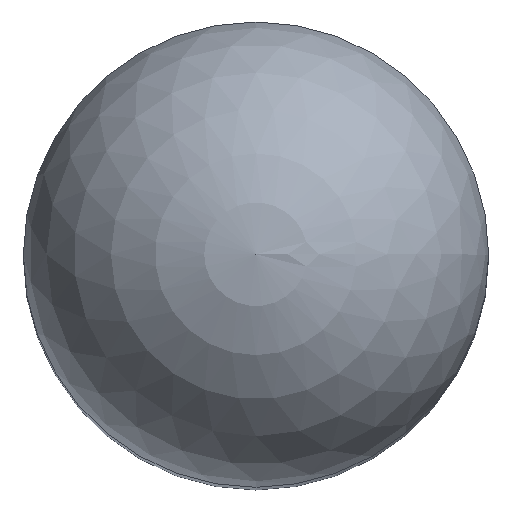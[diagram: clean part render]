
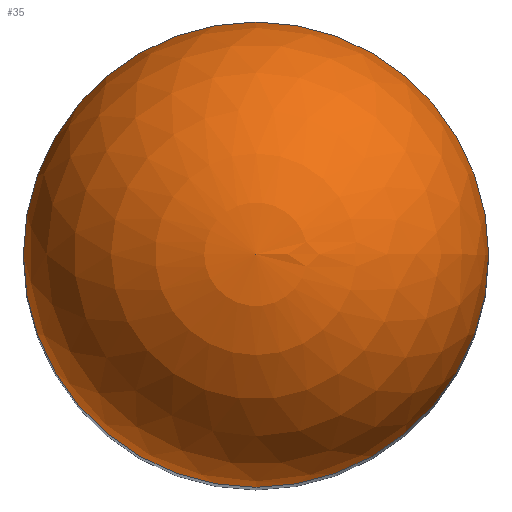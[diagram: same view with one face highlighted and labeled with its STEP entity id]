
A CAD part, top view. The second image highlights one B-rep face of the part: STEP entity #35.
In plain terms, the highlighted spherical face has radius 2.9 mm.
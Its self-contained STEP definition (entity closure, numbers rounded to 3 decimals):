
#35 = ADVANCED_FACE( '', ( #67 ), #68, .T. );
#67 = FACE_OUTER_BOUND( '', #92, .T. );
#68 = SPHERICAL_SURFACE( '', #93, 2.9 );
#92 = EDGE_LOOP( '', ( #117 ) );
#93 = AXIS2_PLACEMENT_3D( '', #118, #119, #120 );
#117 = ORIENTED_EDGE( '', *, *, #129, .T. );
#118 = CARTESIAN_POINT( '', ( 0., 0., 19.1 ) );
#119 = DIRECTION( '', ( 0., 0., 1. ) );
#120 = DIRECTION( '', ( 1., 0., 0. ) );
#129 = EDGE_CURVE( '', #139, #139, #140, .T. );
#139 = VERTEX_POINT( '', #152 );
#140 = CIRCLE( '', #153, 2.9 );
#152 = CARTESIAN_POINT( '', ( 2.9, 0., 19.1 ) );
#153 = AXIS2_PLACEMENT_3D( '', #165, #166, #167 );
#165 = CARTESIAN_POINT( '', ( 0., 0., 19.1 ) );
#166 = DIRECTION( '', ( 0., 0., 1. ) );
#167 = DIRECTION( '', ( 1., 0., 0. ) );
